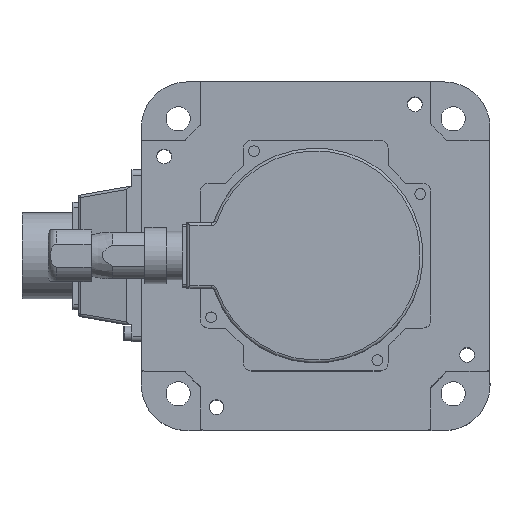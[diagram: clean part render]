
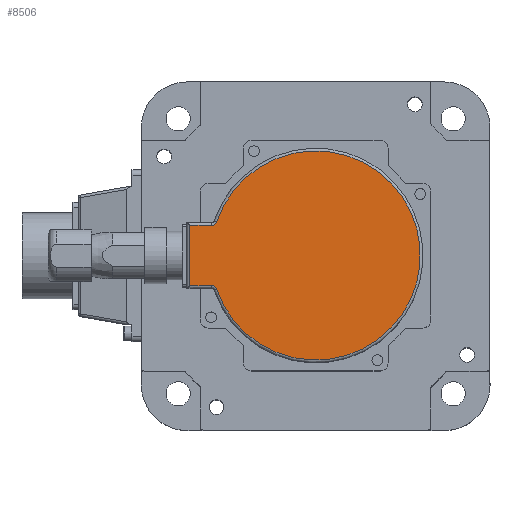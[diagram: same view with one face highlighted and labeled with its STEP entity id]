
A CAD part, top view. The second image highlights one B-rep face of the part: STEP entity #8506.
In plain terms, the highlighted planar face has unit normal (0, 0, 1).
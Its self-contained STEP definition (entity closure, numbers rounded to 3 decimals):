
#77 = CARTESIAN_POINT ( 'NONE',  ( -38.8, -13.25, 106. ) ) ;
#1126 = CARTESIAN_POINT ( 'NONE',  ( -47., -11.25, 106. ) ) ;
#1179 = DIRECTION ( 'NONE',  ( 0., 1., 0. ) ) ;
#1216 = ORIENTED_EDGE ( 'NONE', *, *, #6302, .T. ) ;
#1465 = CARTESIAN_POINT ( 'NONE',  ( -38.8, -11.25, 106. ) ) ;
#1504 = DIRECTION ( 'NONE',  ( 0., 0., -1. ) ) ;
#1936 = DIRECTION ( 'NONE',  ( 0., 1., 0. ) ) ;
#2058 = VERTEX_POINT ( 'NONE', #2974 ) ;
#2071 = EDGE_CURVE ( 'NONE', #12294, #2058, #9902, .T. ) ;
#2167 = CARTESIAN_POINT ( 'NONE',  ( -36.907, -12.604, 106. ) ) ;
#2264 = CIRCLE ( 'NONE', #6181, 2. ) ;
#2447 = AXIS2_PLACEMENT_3D ( 'NONE', #13762, #6469, #1936 ) ;
#2536 = DIRECTION ( 'NONE',  ( 1., 0., 0. ) ) ;
#2974 = CARTESIAN_POINT ( 'NONE',  ( -36.907, 12.604, 106. ) ) ;
#3507 = ORIENTED_EDGE ( 'NONE', *, *, #13036, .T. ) ;
#4496 = CARTESIAN_POINT ( 'NONE',  ( -38.8, -11.25, 106. ) ) ;
#4503 = VECTOR ( 'NONE', #6886, 1000. ) ;
#4546 = ORIENTED_EDGE ( 'NONE', *, *, #2071, .T. ) ;
#5320 = DIRECTION ( 'NONE',  ( 0., -1., 0. ) ) ;
#5340 = DIRECTION ( 'NONE',  ( 0., 0., 1. ) ) ;
#5371 = FACE_OUTER_BOUND ( 'NONE', #13189, .T. ) ;
#5448 = LINE ( 'NONE', #1465, #10792 ) ;
#6181 = AXIS2_PLACEMENT_3D ( 'NONE', #7943, #1504, #9014 ) ;
#6291 = EDGE_CURVE ( 'NONE', #6570, #8625, #5448, .T. ) ;
#6302 = EDGE_CURVE ( 'NONE', #2058, #9626, #2264, .T. ) ;
#6427 = CIRCLE ( 'NONE', #9027, 2. ) ;
#6465 = ORIENTED_EDGE ( 'NONE', *, *, #10027, .T. ) ;
#6469 = DIRECTION ( 'NONE',  ( 0., 0., 1. ) ) ;
#6570 = VERTEX_POINT ( 'NONE', #1126 ) ;
#6886 = DIRECTION ( 'NONE',  ( -1., 0., 0. ) ) ;
#7355 = LINE ( 'NONE', #13142, #4503 ) ;
#7457 = VERTEX_POINT ( 'NONE', #12279 ) ;
#7514 = CARTESIAN_POINT ( 'NONE',  ( 0., 0., 106. ) ) ;
#7620 = DIRECTION ( 'NONE',  ( 0., 0., -1. ) ) ;
#7943 = CARTESIAN_POINT ( 'NONE',  ( -38.8, 13.25, 106. ) ) ;
#8023 = VECTOR ( 'NONE', #5320, 1000. ) ;
#8108 = AXIS2_PLACEMENT_3D ( 'NONE', #7514, #5340, #9660 ) ;
#8506 = ADVANCED_FACE ( 'NONE', ( #5371 ), #8587, .T. ) ;
#8520 = CARTESIAN_POINT ( 'NONE',  ( -47., -12.25, 106. ) ) ;
#8560 = ORIENTED_EDGE ( 'NONE', *, *, #9683, .T. ) ;
#8587 = PLANE ( 'NONE',  #8108 ) ;
#8625 = VERTEX_POINT ( 'NONE', #4496 ) ;
#9014 = DIRECTION ( 'NONE',  ( 0., 1., 0. ) ) ;
#9027 = AXIS2_PLACEMENT_3D ( 'NONE', #77, #7620, #1179 ) ;
#9626 = VERTEX_POINT ( 'NONE', #10967 ) ;
#9660 = DIRECTION ( 'NONE',  ( 0., 1., 0. ) ) ;
#9683 = EDGE_CURVE ( 'NONE', #9626, #7457, #7355, .T. ) ;
#9902 = CIRCLE ( 'NONE', #2447, 39. ) ;
#10027 = EDGE_CURVE ( 'NONE', #7457, #6570, #11155, .T. ) ;
#10792 = VECTOR ( 'NONE', #2536, 1000. ) ;
#10967 = CARTESIAN_POINT ( 'NONE',  ( -38.8, 11.25, 106. ) ) ;
#11155 = LINE ( 'NONE', #8520, #8023 ) ;
#12279 = CARTESIAN_POINT ( 'NONE',  ( -47., 11.25, 106. ) ) ;
#12294 = VERTEX_POINT ( 'NONE', #2167 ) ;
#13036 = EDGE_CURVE ( 'NONE', #8625, #12294, #6427, .T. ) ;
#13056 = ORIENTED_EDGE ( 'NONE', *, *, #6291, .T. ) ;
#13142 = CARTESIAN_POINT ( 'NONE',  ( -48., 11.25, 106. ) ) ;
#13189 = EDGE_LOOP ( 'NONE', ( #8560, #6465, #13056, #3507, #4546, #1216 ) ) ;
#13762 = CARTESIAN_POINT ( 'NONE',  ( 0., 0., 106. ) ) ;
